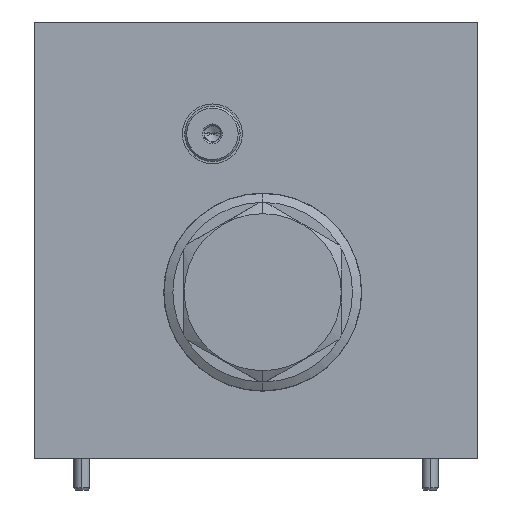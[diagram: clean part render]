
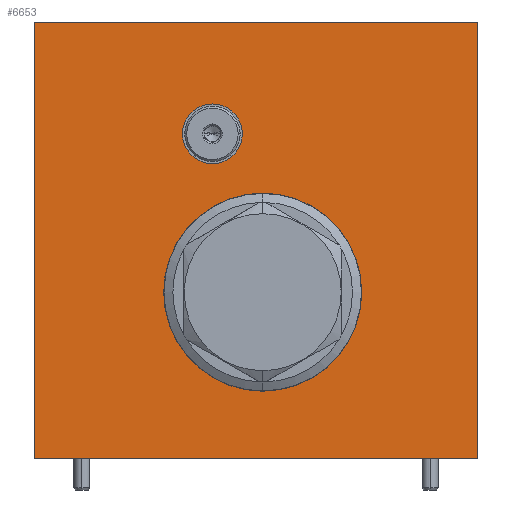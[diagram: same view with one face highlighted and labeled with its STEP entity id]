
A CAD part, left-side view. The second image highlights one B-rep face of the part: STEP entity #6653.
In plain terms, the highlighted planar face has unit normal (-1, 0, 0).
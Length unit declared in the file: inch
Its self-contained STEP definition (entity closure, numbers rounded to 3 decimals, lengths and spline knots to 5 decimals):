
#9=DIRECTION('',(0.,-1.,0.));
#10=VECTOR('',#9,3.5);
#11=CARTESIAN_POINT('',(0.,0.,0.));
#12=LINE('',#11,#10);
#1897=DIRECTION('',(0.,0.,1.));
#1898=VECTOR('',#1897,3.445);
#1899=CARTESIAN_POINT('',(0.,0.,0.));
#1900=LINE('',#1899,#1898);
#1901=CARTESIAN_POINT('',(0.,-1.803,1.312));
#1902=DIRECTION('',(1.,0.,0.));
#1903=DIRECTION('',(0.,0.,-1.));
#1904=AXIS2_PLACEMENT_3D('',#1901,#1902,#1903);
#1906=CARTESIAN_POINT('',(0.,-1.803,1.312));
#1907=DIRECTION('',(1.,0.,0.));
#1908=DIRECTION('',(0.,0.,1.));
#1909=AXIS2_PLACEMENT_3D('',#1906,#1907,#1908);
#1911=CARTESIAN_POINT('',(0.,-1.406,2.562));
#1912=DIRECTION('',(1.,0.,0.));
#1913=DIRECTION('',(0.,0.,-1.));
#1914=AXIS2_PLACEMENT_3D('',#1911,#1912,#1913);
#1916=CARTESIAN_POINT('',(0.,-1.406,2.562));
#1917=DIRECTION('',(1.,0.,0.));
#1918=DIRECTION('',(0.,0.,1.));
#1919=AXIS2_PLACEMENT_3D('',#1916,#1917,#1918);
#2483=DIRECTION('',(0.,-1.,0.));
#2484=VECTOR('',#2483,3.5);
#2485=CARTESIAN_POINT('',(0.,0.,3.445));
#2486=LINE('',#2485,#2484);
#4496=DIRECTION('',(0.,0.,1.));
#4497=VECTOR('',#4496,3.445);
#4498=CARTESIAN_POINT('',(0.,-3.5,0.));
#4499=LINE('',#4498,#4497);
#4913=CARTESIAN_POINT('',(0.,0.,0.));
#4914=CARTESIAN_POINT('',(0.,-3.5,0.));
#4915=VERTEX_POINT('',#4913);
#4916=VERTEX_POINT('',#4914);
#4917=CARTESIAN_POINT('',(0.,0.,3.445));
#4918=CARTESIAN_POINT('',(0.,-3.5,3.445));
#4919=VERTEX_POINT('',#4917);
#4920=VERTEX_POINT('',#4918);
#5048=CARTESIAN_POINT('',(0.,-1.803,0.53));
#5049=CARTESIAN_POINT('',(0.,-1.803,2.094));
#5050=VERTEX_POINT('',#5048);
#5051=VERTEX_POINT('',#5049);
#5091=CARTESIAN_POINT('',(0.,-1.406,2.326));
#5092=CARTESIAN_POINT('',(0.,-1.406,2.798));
#5093=VERTEX_POINT('',#5091);
#5094=VERTEX_POINT('',#5092);
#6628=CARTESIAN_POINT('',(0.,0.,0.));
#6629=DIRECTION('',(-1.,0.,0.));
#6630=DIRECTION('',(0.,-1.,0.));
#6631=AXIS2_PLACEMENT_3D('',#6628,#6629,#6630);
#6632=PLANE('',#6631);
#6633=ORIENTED_EDGE('',*,*,#5477,.F.);
#6635=ORIENTED_EDGE('',*,*,#6634,.T.);
#6637=ORIENTED_EDGE('',*,*,#6636,.T.);
#6639=ORIENTED_EDGE('',*,*,#6638,.F.);
#6640=EDGE_LOOP('',(#6633,#6635,#6637,#6639));
#6641=FACE_OUTER_BOUND('',#6640,.F.);
#6643=ORIENTED_EDGE('',*,*,#6642,.F.);
#6644=ORIENTED_EDGE('',*,*,#6618,.F.);
#6645=EDGE_LOOP('',(#6643,#6644));
#6646=FACE_BOUND('',#6645,.F.);
#6648=ORIENTED_EDGE('',*,*,#6647,.F.);
#6650=ORIENTED_EDGE('',*,*,#6649,.F.);
#6651=EDGE_LOOP('',(#6648,#6650));
#6652=FACE_BOUND('',#6651,.F.);
#6653=ADVANCED_FACE('',(#6641,#6646,#6652),#6632,.T.);
#1905=CIRCLE('',#1904,0.782);
#1910=CIRCLE('',#1909,0.782);
#1915=CIRCLE('',#1914,0.236);
#1920=CIRCLE('',#1919,0.236);
#5477=EDGE_CURVE('',#4915,#4916,#12,.T.);
#6618=EDGE_CURVE('',#5051,#5050,#1910,.T.);
#6634=EDGE_CURVE('',#4915,#4919,#1900,.T.);
#6636=EDGE_CURVE('',#4919,#4920,#2486,.T.);
#6638=EDGE_CURVE('',#4916,#4920,#4499,.T.);
#6642=EDGE_CURVE('',#5050,#5051,#1905,.T.);
#6647=EDGE_CURVE('',#5093,#5094,#1915,.T.);
#6649=EDGE_CURVE('',#5094,#5093,#1920,.T.);
